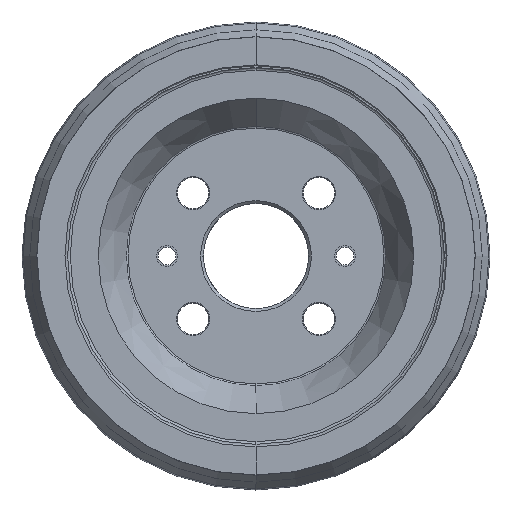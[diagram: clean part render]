
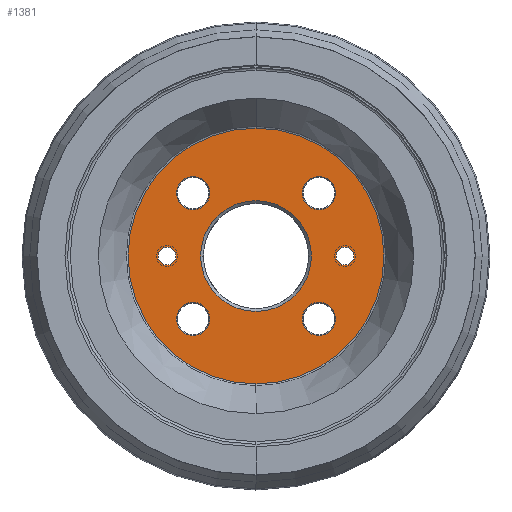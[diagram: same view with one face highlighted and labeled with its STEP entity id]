
A CAD part, top view. The second image highlights one B-rep face of the part: STEP entity #1381.
In plain terms, the highlighted planar face has unit normal (0, 0, 1).
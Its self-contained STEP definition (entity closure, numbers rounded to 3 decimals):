
#19=CARTESIAN_POINT('',(0.,0.,32.));
#20=DIRECTION('',(0.,0.,-1.));
#21=DIRECTION('',(0.,1.,0.));
#22=AXIS2_PLACEMENT_3D('',#19,#20,#21);
#34=CARTESIAN_POINT('',(35.921,35.921,32.));
#35=DIRECTION('',(0.,0.,-1.));
#36=DIRECTION('',(-1.,0.,0.));
#37=AXIS2_PLACEMENT_3D('',#34,#35,#36);
#39=CARTESIAN_POINT('',(35.921,35.921,32.));
#40=DIRECTION('',(0.,0.,-1.));
#41=DIRECTION('',(1.,0.,0.));
#42=AXIS2_PLACEMENT_3D('',#39,#40,#41);
#44=CARTESIAN_POINT('',(-35.921,35.921,32.));
#45=DIRECTION('',(0.,0.,-1.));
#46=DIRECTION('',(-1.,0.,0.));
#47=AXIS2_PLACEMENT_3D('',#44,#45,#46);
#49=CARTESIAN_POINT('',(-35.921,35.921,32.));
#50=DIRECTION('',(0.,0.,-1.));
#51=DIRECTION('',(1.,0.,0.));
#52=AXIS2_PLACEMENT_3D('',#49,#50,#51);
#54=CARTESIAN_POINT('',(-35.921,-35.921,32.));
#55=DIRECTION('',(0.,0.,-1.));
#56=DIRECTION('',(-1.,0.,0.));
#57=AXIS2_PLACEMENT_3D('',#54,#55,#56);
#59=CARTESIAN_POINT('',(-35.921,-35.921,32.));
#60=DIRECTION('',(0.,0.,-1.));
#61=DIRECTION('',(1.,0.,0.));
#62=AXIS2_PLACEMENT_3D('',#59,#60,#61);
#64=CARTESIAN_POINT('',(35.921,-35.921,32.));
#65=DIRECTION('',(0.,0.,-1.));
#66=DIRECTION('',(-1.,0.,0.));
#67=AXIS2_PLACEMENT_3D('',#64,#65,#66);
#69=CARTESIAN_POINT('',(35.921,-35.921,32.));
#70=DIRECTION('',(0.,0.,-1.));
#71=DIRECTION('',(1.,0.,0.));
#72=AXIS2_PLACEMENT_3D('',#69,#70,#71);
#74=CARTESIAN_POINT('',(-50.8,0.,32.));
#75=DIRECTION('',(0.,0.,-1.));
#76=DIRECTION('',(1.,0.,0.));
#77=AXIS2_PLACEMENT_3D('',#74,#75,#76);
#79=CARTESIAN_POINT('',(-50.8,0.,32.));
#80=DIRECTION('',(0.,0.,-1.));
#81=DIRECTION('',(-1.,0.,0.));
#82=AXIS2_PLACEMENT_3D('',#79,#80,#81);
#84=CARTESIAN_POINT('',(50.8,0.,32.));
#85=DIRECTION('',(0.,0.,-1.));
#86=DIRECTION('',(1.,0.,0.));
#87=AXIS2_PLACEMENT_3D('',#84,#85,#86);
#89=CARTESIAN_POINT('',(50.8,0.,32.));
#90=DIRECTION('',(0.,0.,-1.));
#91=DIRECTION('',(-1.,0.,0.));
#92=AXIS2_PLACEMENT_3D('',#89,#90,#91);
#94=CARTESIAN_POINT('',(0.,0.,32.));
#95=DIRECTION('',(0.,0.,-1.));
#96=DIRECTION('',(0.,-1.,0.));
#97=AXIS2_PLACEMENT_3D('',#94,#95,#96);
#810=CARTESIAN_POINT('',(0.,0.,32.));
#811=DIRECTION('',(0.,0.,1.));
#812=DIRECTION('',(1.,0.,0.));
#813=AXIS2_PLACEMENT_3D('',#810,#811,#812);
#820=CARTESIAN_POINT('',(0.,0.,32.));
#821=DIRECTION('',(0.,0.,1.));
#822=DIRECTION('',(-1.,0.,0.));
#823=AXIS2_PLACEMENT_3D('',#820,#821,#822);
#1078=CARTESIAN_POINT('',(0.,-72.968,32.));
#1079=CARTESIAN_POINT('',(0.,72.968,32.));
#1080=VERTEX_POINT('',#1078);
#1081=VERTEX_POINT('',#1079);
#1250=CARTESIAN_POINT('',(31.6,0.,32.));
#1251=CARTESIAN_POINT('',(-31.6,0.,32.));
#1252=VERTEX_POINT('',#1250);
#1253=VERTEX_POINT('',#1251);
#1254=CARTESIAN_POINT('',(26.421,35.921,32.));
#1255=CARTESIAN_POINT('',(45.421,35.921,32.));
#1256=VERTEX_POINT('',#1254);
#1257=VERTEX_POINT('',#1255);
#1258=CARTESIAN_POINT('',(-45.421,35.921,32.));
#1259=CARTESIAN_POINT('',(-26.421,35.921,32.));
#1260=VERTEX_POINT('',#1258);
#1261=VERTEX_POINT('',#1259);
#1262=CARTESIAN_POINT('',(-45.421,-35.921,
32.));
#1263=CARTESIAN_POINT('',(-26.421,-35.921,
32.));
#1264=VERTEX_POINT('',#1262);
#1265=VERTEX_POINT('',#1263);
#1266=CARTESIAN_POINT('',(26.421,-35.921,32.));
#1267=CARTESIAN_POINT('',(45.421,-35.921,32.));
#1268=VERTEX_POINT('',#1266);
#1269=VERTEX_POINT('',#1267);
#1282=CARTESIAN_POINT('',(-45.7,0.,32.));
#1283=CARTESIAN_POINT('',(-55.9,0.,32.));
#1284=VERTEX_POINT('',#1282);
#1285=VERTEX_POINT('',#1283);
#1290=CARTESIAN_POINT('',(55.9,0.,32.));
#1291=CARTESIAN_POINT('',(45.7,0.,32.));
#1292=VERTEX_POINT('',#1290);
#1293=VERTEX_POINT('',#1291);
#1329=CARTESIAN_POINT('',(0.,0.,32.));
#1330=DIRECTION('',(0.,0.,-1.));
#1331=DIRECTION('',(0.,-1.,0.));
#1332=AXIS2_PLACEMENT_3D('',#1329,#1330,#1331);
#1333=PLANE('',#1332);
#1335=ORIENTED_EDGE('',*,*,#1334,.T.);
#1336=ORIENTED_EDGE('',*,*,#1319,.T.);
#1337=EDGE_LOOP('',(#1335,#1336));
#1338=FACE_OUTER_BOUND('',#1337,.F.);
#1340=ORIENTED_EDGE('',*,*,#1339,.T.);
#1342=ORIENTED_EDGE('',*,*,#1341,.T.);
#1343=EDGE_LOOP('',(#1340,#1342));
#1344=FACE_BOUND('',#1343,.F.);
#1346=ORIENTED_EDGE('',*,*,#1345,.F.);
#1348=ORIENTED_EDGE('',*,*,#1347,.F.);
#1349=EDGE_LOOP('',(#1346,#1348));
#1350=FACE_BOUND('',#1349,.F.);
#1352=ORIENTED_EDGE('',*,*,#1351,.F.);
#1354=ORIENTED_EDGE('',*,*,#1353,.F.);
#1355=EDGE_LOOP('',(#1352,#1354));
#1356=FACE_BOUND('',#1355,.F.);
#1358=ORIENTED_EDGE('',*,*,#1357,.F.);
#1360=ORIENTED_EDGE('',*,*,#1359,.F.);
#1361=EDGE_LOOP('',(#1358,#1360));
#1362=FACE_BOUND('',#1361,.F.);
#1364=ORIENTED_EDGE('',*,*,#1363,.F.);
#1366=ORIENTED_EDGE('',*,*,#1365,.F.);
#1367=EDGE_LOOP('',(#1364,#1366));
#1368=FACE_BOUND('',#1367,.F.);
#1370=ORIENTED_EDGE('',*,*,#1369,.F.);
#1372=ORIENTED_EDGE('',*,*,#1371,.F.);
#1373=EDGE_LOOP('',(#1370,#1372));
#1374=FACE_BOUND('',#1373,.F.);
#1376=ORIENTED_EDGE('',*,*,#1375,.F.);
#1378=ORIENTED_EDGE('',*,*,#1377,.F.);
#1379=EDGE_LOOP('',(#1376,#1378));
#1380=FACE_BOUND('',#1379,.F.);
#1381=ADVANCED_FACE('',(#1338,#1344,#1350,#1356,#1362,#1368,#1374,#1380),#1333,
.F.);
#23=CIRCLE('',#22,72.968);
#38=CIRCLE('',#37,9.5);
#43=CIRCLE('',#42,9.5);
#48=CIRCLE('',#47,9.5);
#53=CIRCLE('',#52,9.5);
#58=CIRCLE('',#57,9.5);
#63=CIRCLE('',#62,9.5);
#68=CIRCLE('',#67,9.5);
#73=CIRCLE('',#72,9.5);
#78=CIRCLE('',#77,5.1);
#83=CIRCLE('',#82,5.1);
#88=CIRCLE('',#87,5.1);
#93=CIRCLE('',#92,5.1);
#98=CIRCLE('',#97,72.968);
#814=CIRCLE('',#813,31.6);
#824=CIRCLE('',#823,31.6);
#1319=EDGE_CURVE('',#1081,#1080,#23,.T.);
#1334=EDGE_CURVE('',#1080,#1081,#98,.T.);
#1339=EDGE_CURVE('',#1252,#1253,#814,.T.);
#1341=EDGE_CURVE('',#1253,#1252,#824,.T.);
#1345=EDGE_CURVE('',#1256,#1257,#38,.T.);
#1347=EDGE_CURVE('',#1257,#1256,#43,.T.);
#1351=EDGE_CURVE('',#1260,#1261,#48,.T.);
#1353=EDGE_CURVE('',#1261,#1260,#53,.T.);
#1357=EDGE_CURVE('',#1264,#1265,#58,.T.);
#1359=EDGE_CURVE('',#1265,#1264,#63,.T.);
#1363=EDGE_CURVE('',#1268,#1269,#68,.T.);
#1365=EDGE_CURVE('',#1269,#1268,#73,.T.);
#1369=EDGE_CURVE('',#1284,#1285,#78,.T.);
#1371=EDGE_CURVE('',#1285,#1284,#83,.T.);
#1375=EDGE_CURVE('',#1292,#1293,#88,.T.);
#1377=EDGE_CURVE('',#1293,#1292,#93,.T.);
